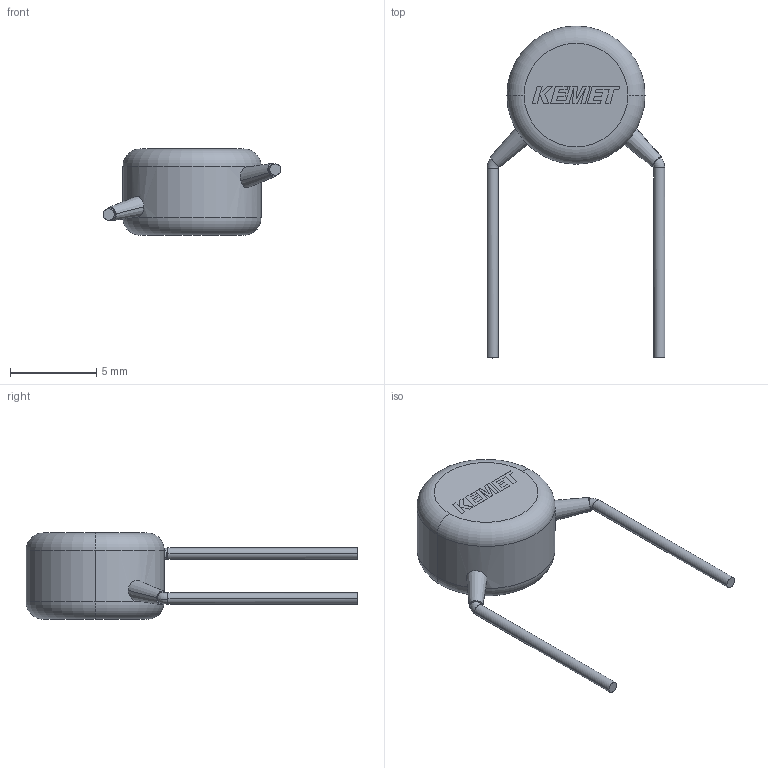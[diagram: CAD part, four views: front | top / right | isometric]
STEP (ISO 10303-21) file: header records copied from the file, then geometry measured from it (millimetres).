
FILE_DESCRIPTION (( 'STEP AP214' ), '1' );
FILE_NAME ('CCD_KST_8X5_D8T5S10LL11F0.65G3V2.6.STEP', '2019-11-07T16:09:59', ( '' ), ( '' ), 'SwSTEP 2.0', 'SolidWorks 2014', '' );
FILE_SCHEMA (( 'AUTOMOTIVE_DESIGN' ));
Length unit declared in the file: millimetre
Products named in the file (1): CCD_KST_8X5_D8T5S10LL11F0.65G3V2.6
Bounding box: 10.31 x 19.22 x 5 mm (x, y, z)
Volume: 252 mm3; surface area: 268.3 mm2
Topology: 4 solids, 4 shells, 81 faces, 203 edges, 134 vertices
Faces by surface type: plane 63, torus 8, cylinder 6, cone 4
Entity records: 3387 total; most frequent: CARTESIAN_POINT 461, ORIENTED_EDGE 406, DIRECTION 399, EDGE_CURVE 203, VECTOR 163, LINE 163, VERTEX_POINT 134, AXIS2_PLACEMENT_3D 118
